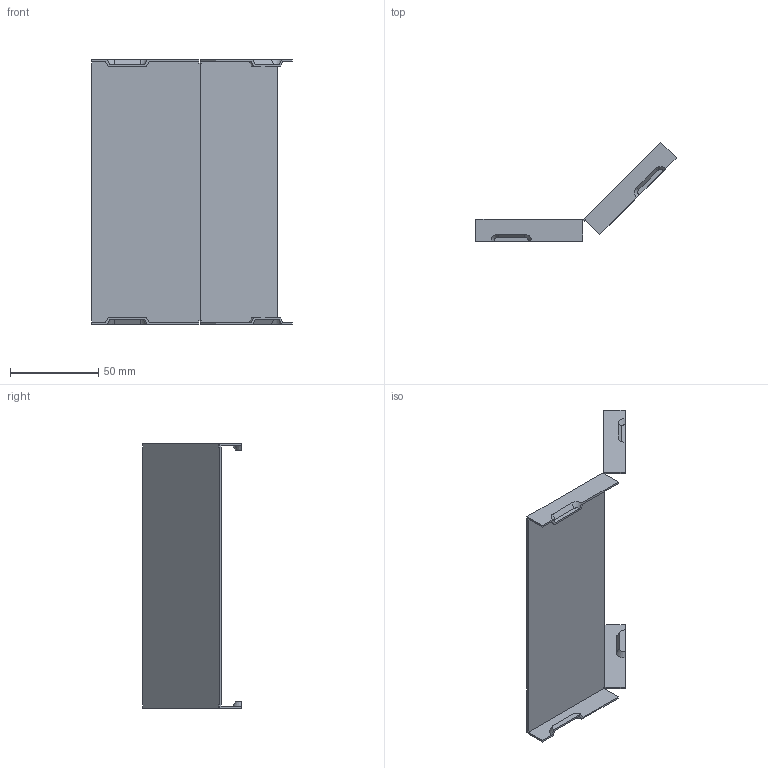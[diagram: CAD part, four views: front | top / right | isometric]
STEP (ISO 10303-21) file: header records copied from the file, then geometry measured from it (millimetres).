
FILE_DESCRIPTION(/* description */ (''),/* implementation_level */ '2;1');
FILE_NAME(/* name */ 'KNLplus45x150.ipt.stp',/* time_stamp */ '2023-05-25T16:58:43+03:00',/* author */ ('Manager3'),/* organization */ (''),/* preprocessor_version */ 'ST-DEVELOPER v19.2',/* originating_system */ 'Autodesk Inventor 2023',/* authorisation */ '');
FILE_SCHEMA (('AUTOMOTIVE_DESIGN { 1 0 10303 214 3 1 1 }'));
Length unit declared in the file: millimetre
Products named in the file (1): Крышка внутр. верт.
 угла 45х150 "ПЛЮС"
Bounding box: 113.33 x 55.99 x 150 mm (x, y, z)
Volume: 21547.6 mm3; surface area: 43497.1 mm2
Topology: 1 solids, 1 shells, 68 faces, 198 edges, 132 vertices
Faces by surface type: plane 52, cone 16
Entity records: 2354 total; most frequent: CARTESIAN_POINT 399, ORIENTED_EDGE 396, DIRECTION 368, EDGE_CURVE 198, LINE 166, VECTOR 166, VERTEX_POINT 132, AXIS2_PLACEMENT_3D 101
